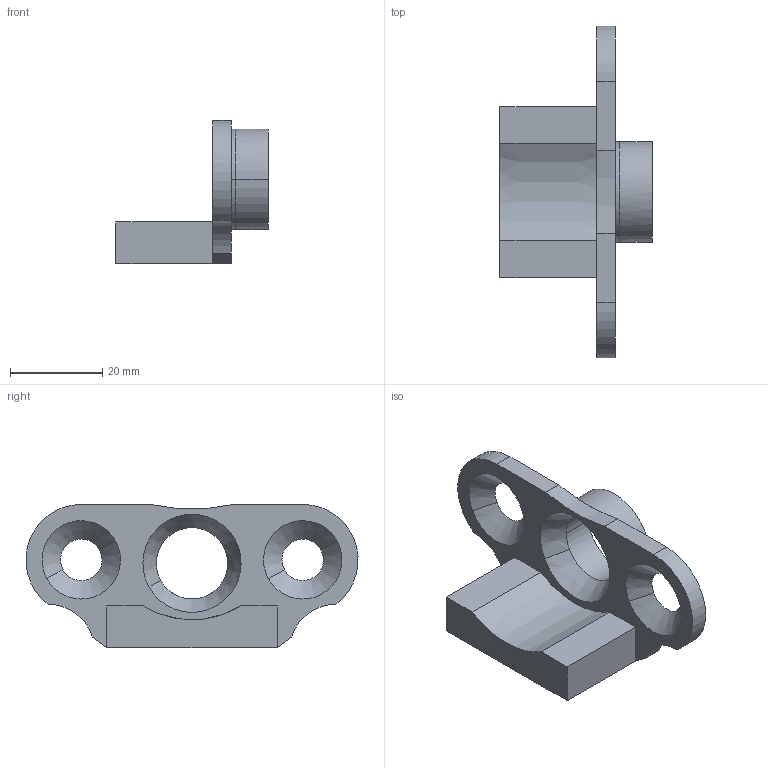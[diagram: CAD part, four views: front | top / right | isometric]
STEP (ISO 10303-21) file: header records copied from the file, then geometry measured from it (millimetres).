
FILE_DESCRIPTION(('CATIA V5 STEP Exchange'),'2;1');
FILE_NAME('envoi.stp','2017-12-18T18:35:05+00:00',('none'),('none'),'CATIA Version 5 Release 20 GA (IN-10)','CATIA V5 STEP AP203','none');
FILE_SCHEMA(('CONFIG_CONTROL_DESIGN'));
Length unit declared in the file: millimetre
Products named in the file (1): Part2
Bounding box: 33 x 71.94 x 31 mm (x, y, z)
Volume: 12881.1 mm3; surface area: 7006.1 mm2
Topology: 1 solids, 1 shells, 31 faces, 87 edges, 59 vertices
Faces by surface type: plane 13, cylinder 11, cone 6, extrusion 1
Entity records: 1049 total; most frequent: CARTESIAN_POINT 242, ORIENTED_EDGE 174, DIRECTION 121, EDGE_CURVE 87, VERTEX_POINT 59, AXIS2_PLACEMENT_3D 58, VECTOR 42, LINE 41
